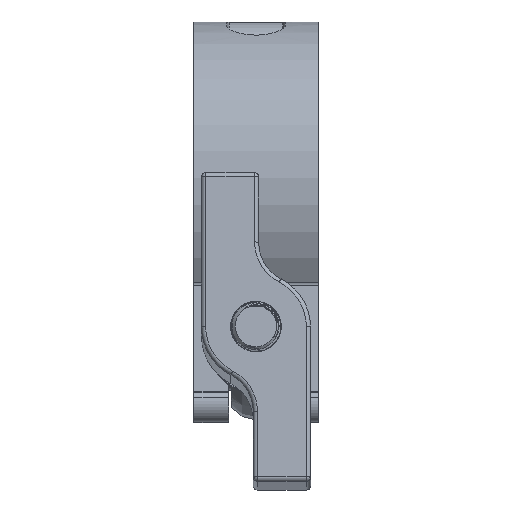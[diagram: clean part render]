
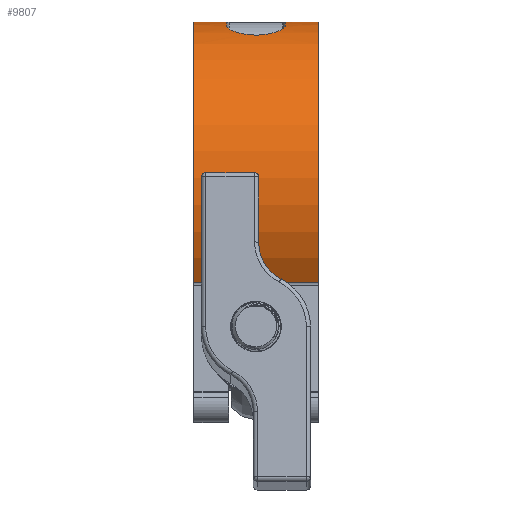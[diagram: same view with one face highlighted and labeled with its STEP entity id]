
A CAD part, top view. The second image highlights one B-rep face of the part: STEP entity #9807.
In plain terms, the highlighted cylindrical face has radius 40.652 mm (diameter 81.305 mm), a partial arc.
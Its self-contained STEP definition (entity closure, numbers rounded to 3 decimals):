
#419=FACE_OUTER_BOUND('',#1012,.T.);
#1012=EDGE_LOOP('',(#6715,#6716,#6717,#6718,#6719,#6720,#6721,#6722));
#1947=CIRCLE('',#10404,40.652);
#1959=CIRCLE('',#10426,40.652);
#1981=CIRCLE('',#10475,40.652);
#1982=CIRCLE('',#10476,40.652);
#2346=LINE('',#14446,#3007);
#2388=LINE('',#14668,#3049);
#2389=LINE('',#14720,#3050);
#3007=VECTOR('',#11396,1000.);
#3049=VECTOR('',#11544,1000.);
#3050=VECTOR('',#11549,1000.);
#3618=B_SPLINE_CURVE_WITH_KNOTS('',3,(#14672,#14673,#14674,#14675,#14676,
#14677,#14678,#14679,#14680,#14681,#14682,#14683,#14684,#14685,#14686,#14687,
#14688,#14689,#14690,#14691,#14692,#14693,#14694,#14695,#14696,#14697,#14698,
#14699,#14700,#14701,#14702,#14703,#14704,#14705,#14706,#14707,#14708,#14709,
#14710,#14711,#14712,#14713,#14714,#14715,#14716,#14717),.UNSPECIFIED.,
 .F.,.F.,(4,2,2,2,2,2,2,2,2,2,2,2,2,2,2,2,2,2,2,2,2,2,4),(0.011,
0.013,0.014,0.015,0.015,
0.017,0.018,0.019,0.02,
0.021,0.023,0.024,0.025,
0.025,0.026,0.027,0.028,
0.029,0.03,0.031,0.032,
0.033,0.034),.UNSPECIFIED.);
#3851=VERTEX_POINT('',#13712);
#3852=VERTEX_POINT('',#13714);
#3951=VERTEX_POINT('',#14445);
#3954=VERTEX_POINT('',#14456);
#3955=VERTEX_POINT('',#14458);
#3983=VERTEX_POINT('',#14670);
#3984=VERTEX_POINT('',#14671);
#3985=VERTEX_POINT('',#14719);
#4867=EDGE_CURVE('',#3851,#3852,#1947,.T.);
#4974=EDGE_CURVE('',#3852,#3951,#2346,.T.);
#4981=EDGE_CURVE('',#3955,#3954,#1959,.T.);
#5044=EDGE_CURVE('',#3851,#3955,#2388,.T.);
#5045=EDGE_CURVE('',#3983,#3984,#3618,.T.);
#5046=EDGE_CURVE('',#3984,#3951,#1981,.T.);
#5047=EDGE_CURVE('',#3985,#3954,#2389,.T.);
#5048=EDGE_CURVE('',#3985,#3983,#1982,.T.);
#6715=ORIENTED_EDGE('',*,*,#5045,.T.);
#6716=ORIENTED_EDGE('',*,*,#5046,.T.);
#6717=ORIENTED_EDGE('',*,*,#4974,.F.);
#6718=ORIENTED_EDGE('',*,*,#4867,.F.);
#6719=ORIENTED_EDGE('',*,*,#5044,.T.);
#6720=ORIENTED_EDGE('',*,*,#4981,.T.);
#6721=ORIENTED_EDGE('',*,*,#5047,.F.);
#6722=ORIENTED_EDGE('',*,*,#5048,.T.);
#9513=CYLINDRICAL_SURFACE('',#10474,40.652);
#9807=ADVANCED_FACE('',(#419),#9513,.T.);
#10404=AXIS2_PLACEMENT_3D('',#13715,#11298,#11299);
#10426=AXIS2_PLACEMENT_3D('',#14459,#11410,#11411);
#10474=AXIS2_PLACEMENT_3D('',#14669,#11545,#11546);
#10475=AXIS2_PLACEMENT_3D('',#14718,#11547,#11548);
#10476=AXIS2_PLACEMENT_3D('',#14721,#11550,#11551);
#11298=DIRECTION('center_axis',(-1.,0.,0.));
#11299=DIRECTION('ref_axis',(0.,-1.,0.));
#11396=DIRECTION('',(1.,0.,0.));
#11410=DIRECTION('center_axis',(-1.,0.,0.));
#11411=DIRECTION('ref_axis',(0.,-1.,0.));
#11544=DIRECTION('',(1.,0.,0.));
#11545=DIRECTION('center_axis',(1.,0.,0.));
#11546=DIRECTION('ref_axis',(0.,1.,0.));
#11547=DIRECTION('center_axis',(-1.,0.,0.));
#11548=DIRECTION('ref_axis',(0.,0.,
-1.));
#11549=DIRECTION('',(1.,0.,0.));
#11550=DIRECTION('center_axis',(1.,0.,0.));
#11551=DIRECTION('ref_axis',(0.,0.,
1.));
#13712=CARTESIAN_POINT('',(83.361,-63.259,135.514));
#13714=CARTESIAN_POINT('',(83.361,-0.474,102.756));
#13715=CARTESIAN_POINT('Origin',(83.361,-41.105,101.429));
#14445=CARTESIAN_POINT('',(91.261,-0.474,102.756));
#14446=CARTESIAN_POINT('',(83.361,-0.474,102.756));
#14456=CARTESIAN_POINT('',(113.361,-0.474,102.756));
#14458=CARTESIAN_POINT('',(113.361,-63.259,135.514));
#14459=CARTESIAN_POINT('Origin',(113.361,-41.105,101.429));
#14668=CARTESIAN_POINT('',(83.361,-63.259,135.514));
#14669=CARTESIAN_POINT('Origin',(83.361,-41.105,101.429));
#14670=CARTESIAN_POINT('',(105.461,-1.396,110.135));
#14671=CARTESIAN_POINT('',(91.261,-1.396,110.135));
#14672=CARTESIAN_POINT('Ctrl Pts',(105.461,-1.396,110.135));
#14673=CARTESIAN_POINT('Ctrl Pts',(105.461,-1.497,110.598));
#14674=CARTESIAN_POINT('Ctrl Pts',(105.415,-1.609,111.066));
#14675=CARTESIAN_POINT('Ctrl Pts',(105.236,-1.84,111.969));
#14676=CARTESIAN_POINT('Ctrl Pts',(105.103,-1.961,112.407));
#14677=CARTESIAN_POINT('Ctrl Pts',(104.841,-2.147,113.046));
#14678=CARTESIAN_POINT('Ctrl Pts',(104.742,-2.211,113.256));
#14679=CARTESIAN_POINT('Ctrl Pts',(104.527,-2.336,113.662));
#14680=CARTESIAN_POINT('Ctrl Pts',(104.411,-2.399,113.858));
#14681=CARTESIAN_POINT('Ctrl Pts',(104.033,-2.585,114.43));
#14682=CARTESIAN_POINT('Ctrl Pts',(103.745,-2.708,114.786));
#14683=CARTESIAN_POINT('Ctrl Pts',(103.093,-2.945,115.448));
#14684=CARTESIAN_POINT('Ctrl Pts',(102.739,-3.055,115.743));
#14685=CARTESIAN_POINT('Ctrl Pts',(102.166,-3.205,116.133));
#14686=CARTESIAN_POINT('Ctrl Pts',(101.969,-3.252,116.254));
#14687=CARTESIAN_POINT('Ctrl Pts',(101.558,-3.341,116.478));
#14688=CARTESIAN_POINT('Ctrl Pts',(101.345,-3.382,116.582));
#14689=CARTESIAN_POINT('Ctrl Pts',(100.694,-3.493,116.857));
#14690=CARTESIAN_POINT('Ctrl Pts',(100.246,-3.551,116.996));
#14691=CARTESIAN_POINT('Ctrl Pts',(99.321,-3.63,117.185));
#14692=CARTESIAN_POINT('Ctrl Pts',(98.839,-3.651,117.234));
#14693=CARTESIAN_POINT('Ctrl Pts',(97.891,-3.651,117.235));
#14694=CARTESIAN_POINT('Ctrl Pts',(97.42,-3.631,117.188));
#14695=CARTESIAN_POINT('Ctrl Pts',(96.719,-3.572,117.046));
#14696=CARTESIAN_POINT('Ctrl Pts',(96.487,-3.547,116.987));
#14697=CARTESIAN_POINT('Ctrl Pts',(96.036,-3.49,116.847));
#14698=CARTESIAN_POINT('Ctrl Pts',(95.816,-3.457,116.767));
#14699=CARTESIAN_POINT('Ctrl Pts',(95.384,-3.383,116.585));
#14700=CARTESIAN_POINT('Ctrl Pts',(95.173,-3.343,116.483));
#14701=CARTESIAN_POINT('Ctrl Pts',(94.761,-3.254,116.259));
#14702=CARTESIAN_POINT('Ctrl Pts',(94.56,-3.206,116.136));
#14703=CARTESIAN_POINT('Ctrl Pts',(93.983,-3.055,115.743));
#14704=CARTESIAN_POINT('Ctrl Pts',(93.629,-2.945,115.448));
#14705=CARTESIAN_POINT('Ctrl Pts',(93.143,-2.768,114.954));
#14706=CARTESIAN_POINT('Ctrl Pts',(92.988,-2.707,114.781));
#14707=CARTESIAN_POINT('Ctrl Pts',(92.697,-2.585,114.422));
#14708=CARTESIAN_POINT('Ctrl Pts',(92.562,-2.523,114.237));
#14709=CARTESIAN_POINT('Ctrl Pts',(92.184,-2.336,113.665));
#14710=CARTESIAN_POINT('Ctrl Pts',(91.97,-2.21,113.261));
#14711=CARTESIAN_POINT('Ctrl Pts',(91.618,-1.96,112.405));
#14712=CARTESIAN_POINT('Ctrl Pts',(91.486,-1.839,111.965));
#14713=CARTESIAN_POINT('Ctrl Pts',(91.352,-1.666,111.29));
#14714=CARTESIAN_POINT('Ctrl Pts',(91.318,-1.61,111.063));
#14715=CARTESIAN_POINT('Ctrl Pts',(91.273,-1.5,110.602));
#14716=CARTESIAN_POINT('Ctrl Pts',(91.261,-1.447,110.368));
#14717=CARTESIAN_POINT('Ctrl Pts',(91.261,-1.396,110.135));
#14718=CARTESIAN_POINT('Origin',(91.261,-41.105,101.429));
#14719=CARTESIAN_POINT('',(105.461,-0.474,102.756));
#14720=CARTESIAN_POINT('',(83.361,-0.474,102.756));
#14721=CARTESIAN_POINT('Origin',(105.461,-41.105,101.429));
